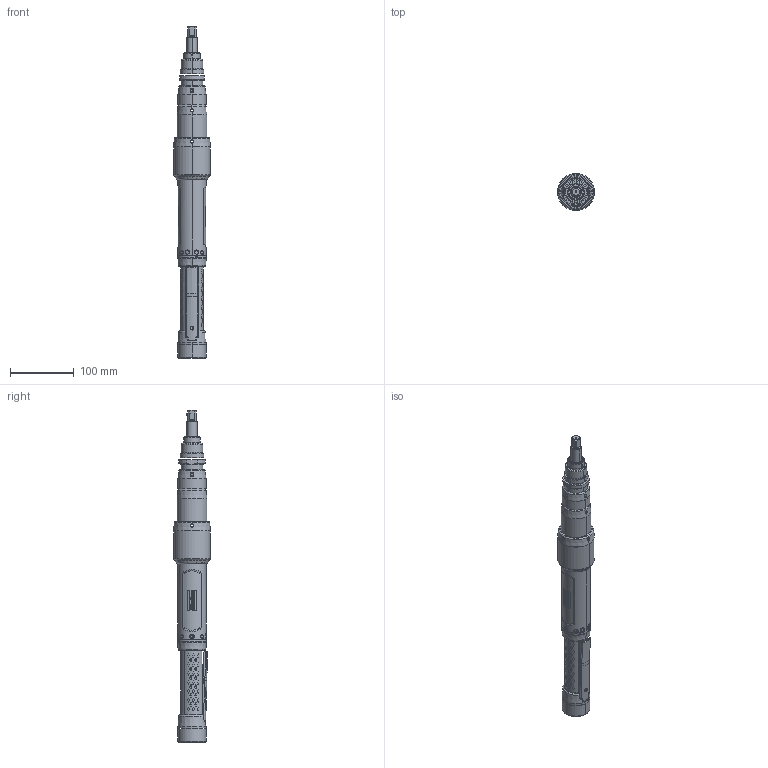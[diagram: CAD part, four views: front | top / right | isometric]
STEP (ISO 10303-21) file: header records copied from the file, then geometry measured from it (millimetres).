
FILE_DESCRIPTION((''),'2;1');
FILE_NAME('TMP135614_SW','2011-05-05T',('tooextcsr'),(''),'PRO/ENGINEER BY PARAMETRIC TECHNOLOGY CORPORATION, 2008310','PRO/ENGINEER BY PARAMETRIC TECHNOLOGY CORPORATION, 2008310','');
FILE_SCHEMA(('CONFIG_CONTROL_DESIGN', 'GEOMETRIC_VALIDATION_PROPERTIES_MIM'));
Products named in the file (1): TMP135614_SW
Bounding box: 58 x 58 x 521.1 mm (x, y, z)
Surface area: 100596.8 mm2 (no closed solid volume)
Topology: 0 solids, 288 shells, 872 faces, 4417 edges, 3740 vertices
Faces by surface type: plane 523, cylinder 147, extrusion 77, cone 51, bspline 39, torus 21, sphere 14
Entity records: 57696 total; most frequent: CARTESIAN_POINT 23192, ORIENTED_EDGE 5207, EDGE_CURVE 4403, DIRECTION 4112, VERTEX_POINT 3740, B_SPLINE_CURVE_WITH_KNOTS 2410, VECTOR 1694, LINE 1617
